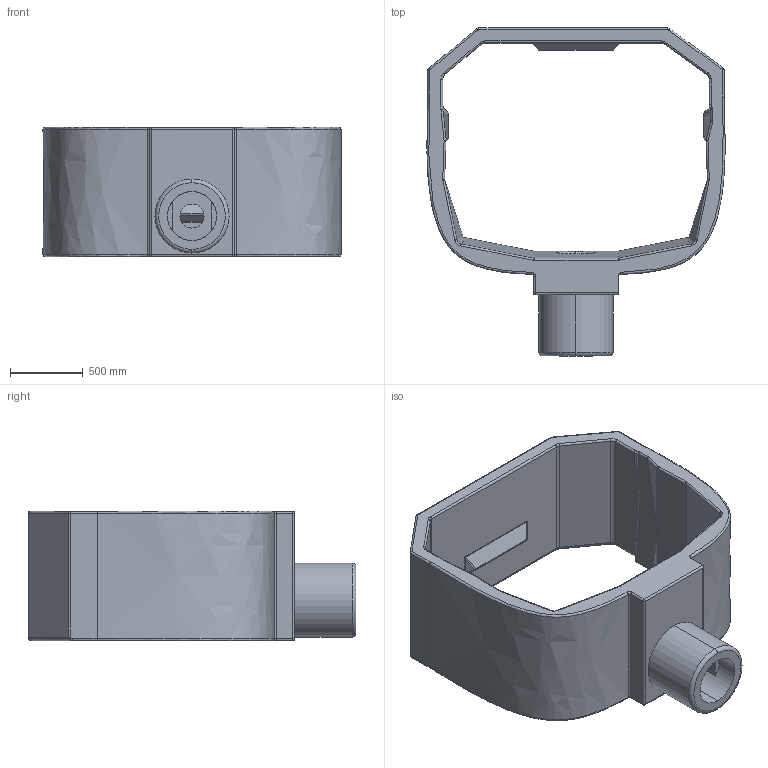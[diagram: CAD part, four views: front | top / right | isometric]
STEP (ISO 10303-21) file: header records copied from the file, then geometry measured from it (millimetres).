
FILE_DESCRIPTION((''),'2;1');
FILE_NAME('ZEBRA01','2023-11-15T14:10:09',('chrism'),(''),'CREO PARAMETRIC BY PTC INC, 2021424','CREO PARAMETRIC BY PTC INC, 2021424','');
FILE_SCHEMA(('CONFIG_CONTROL_DESIGN'));
Length unit declared in the file: inch
Products named in the file (1): ZEBRA01
Bounding box: 2046.92 x 2249.84 x 889 mm (x, y, z)
Volume: 774867990.8 mm3; surface area: 13956175.5 mm2
Topology: 1 solids, 1 shells, 216 faces, 508 edges, 298 vertices
Faces by surface type: cylinder 92, plane 47, bspline 41, torus 24, sphere 10, extrusion 2
Entity records: 14847 total; most frequent: CARTESIAN_POINT 10155, ORIENTED_EDGE 1016, DIRECTION 914, EDGE_CURVE 508, AXIS2_PLACEMENT_3D 355, VERTEX_POINT 298, EDGE_LOOP 224, FACE_OUTER_BOUND 216
